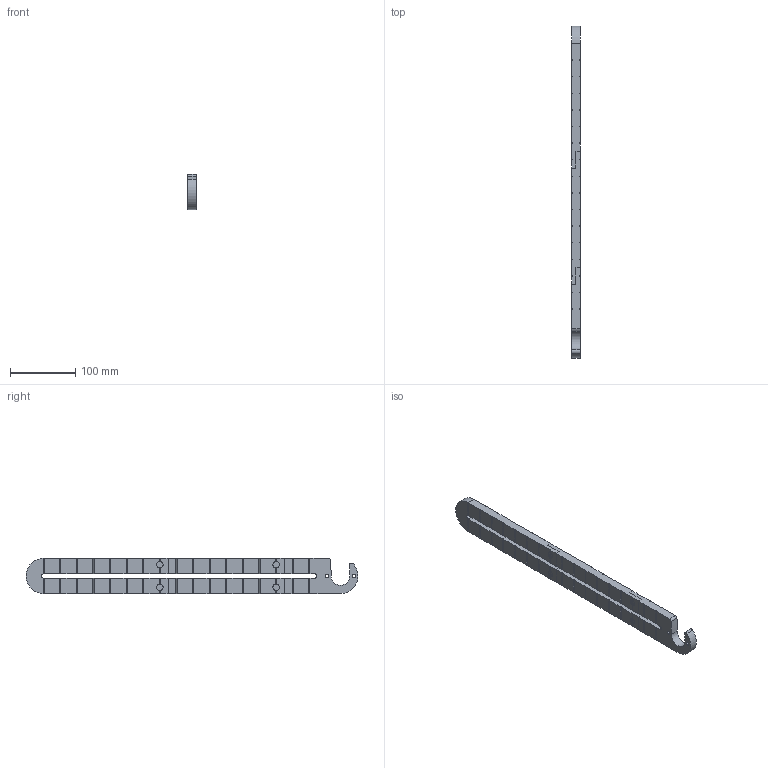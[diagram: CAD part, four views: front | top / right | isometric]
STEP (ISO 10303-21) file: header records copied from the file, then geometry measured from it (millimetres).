
FILE_DESCRIPTION(/* description */ (''),/* implementation_level */ '2;1');
FILE_NAME(/* name */ 'Arm.step',/* time_stamp */ '2023-12-17T21:13:36-05:00',/* author */ (''),/* organization */ (''),/* preprocessor_version */ 'ST-DEVELOPER v20',/* originating_system */ 'Autodesk Translation Framework v12.14.0.127',/* authorisation */ '');
FILE_SCHEMA (('AUTOMOTIVE_DESIGN { 1 0 10303 214 3 1 1 }'));
Length unit declared in the file: inch
Products named in the file (1): Arm
Bounding box: 12.7 x 507.94 x 53.98 mm (x, y, z)
Volume: 286725.3 mm3; surface area: 80550.9 mm2
Topology: 4 solids, 4 shells, 339 faces, 929 edges, 606 vertices
Faces by surface type: plane 280, cylinder 59
Full cylindrical faces by diameter (mm): 5.207 x8, 5.613 x2, 9.779 x8
Entity records: 10677 total; most frequent: CARTESIAN_POINT 1875, ORIENTED_EDGE 1858, DIRECTION 1783, EDGE_CURVE 929, LINE 755, VECTOR 755, VERTEX_POINT 606, AXIS2_PLACEMENT_3D 514
